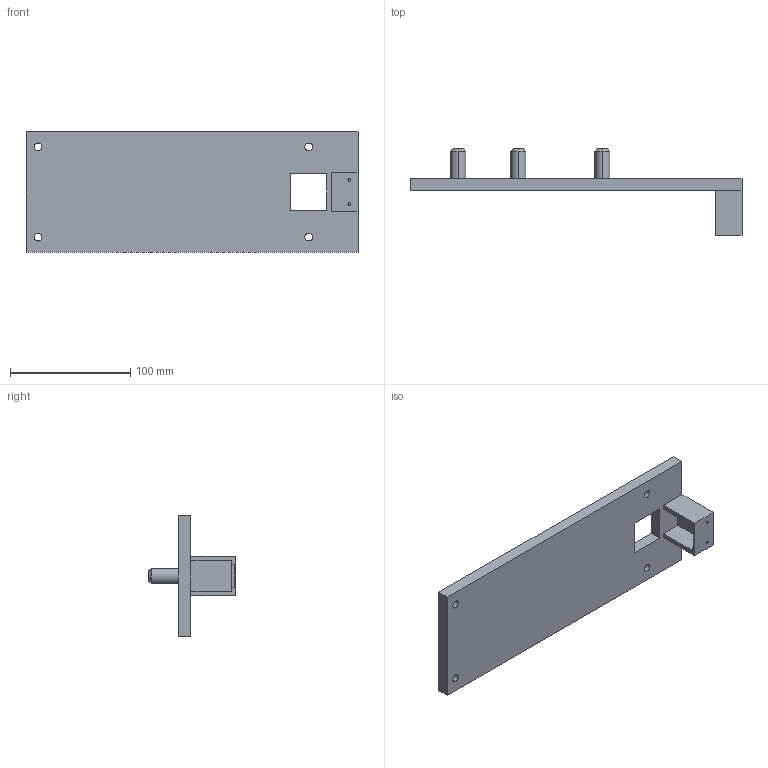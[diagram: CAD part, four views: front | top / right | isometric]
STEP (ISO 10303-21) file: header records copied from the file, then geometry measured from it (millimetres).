
FILE_DESCRIPTION (( 'STEP AP203' ), '1' );
FILE_NAME ('菁啣v1.STEP', '2025-12-01T03:56:18', ( '' ), ( '' ), 'SwSTEP 2.0', 'SolidWorks 2025', '' );
FILE_SCHEMA (( 'CONFIG_CONTROL_DESIGN' ));
Length unit declared in the file: millimetre
Products named in the file (1): 底板v1
Bounding box: 276 x 71.85 x 100 mm (x, y, z)
Volume: 285793.8 mm3; surface area: 71734 mm2
Topology: 1 solids, 1 shells, 55 faces, 138 edges, 90 vertices
Faces by surface type: plane 27, cylinder 22, cone 6
Entity records: 1759 total; most frequent: DIRECTION 300, CARTESIAN_POINT 284, ORIENTED_EDGE 276, EDGE_CURVE 138, AXIS2_PLACEMENT_3D 106, VERTEX_POINT 90, LINE 88, VECTOR 88
